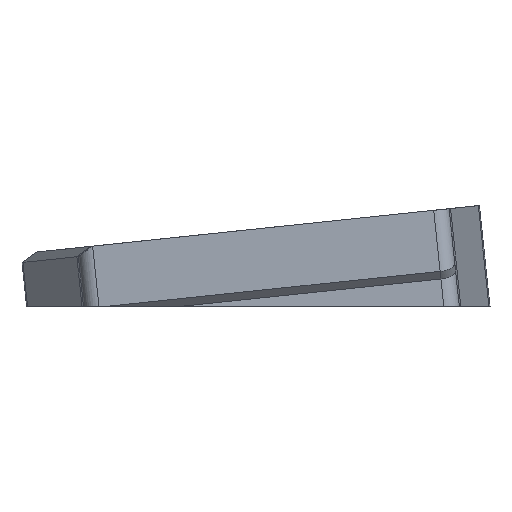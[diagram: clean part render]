
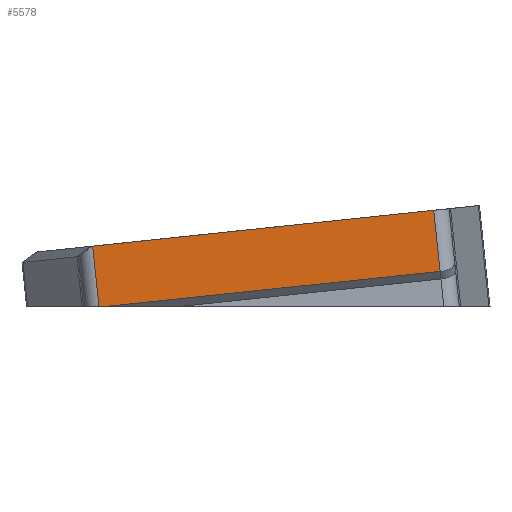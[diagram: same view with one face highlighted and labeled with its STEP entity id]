
A CAD part, left-side view. The second image highlights one B-rep face of the part: STEP entity #5578.
In plain terms, the highlighted planar face has unit normal (-1, 0, 0).
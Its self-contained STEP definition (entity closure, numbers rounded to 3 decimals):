
#429=FACE_OUTER_BOUND('',#740,.T.);
#740=EDGE_LOOP('',(#3957,#3958,#3959,#3960,#3961));
#1054=LINE('',#8241,#1641);
#1132=LINE('',#8556,#1719);
#1183=LINE('',#8698,#1770);
#1184=LINE('',#8700,#1771);
#1185=LINE('',#8701,#1772);
#1641=VECTOR('',#6504,10.);
#1719=VECTOR('',#6744,10.);
#1770=VECTOR('',#6865,10.);
#1771=VECTOR('',#6866,10.);
#1772=VECTOR('',#6867,10.);
#2272=VERTEX_POINT('',#8235);
#2273=VERTEX_POINT('',#8240);
#2429=VERTEX_POINT('',#8554);
#2485=VERTEX_POINT('',#8697);
#2486=VERTEX_POINT('',#8699);
#2845=EDGE_CURVE('',#2272,#2273,#1054,.T.);
#3003=EDGE_CURVE('',#2429,#2272,#1132,.T.);
#3071=EDGE_CURVE('',#2429,#2485,#1183,.T.);
#3072=EDGE_CURVE('',#2485,#2486,#1184,.T.);
#3073=EDGE_CURVE('',#2273,#2486,#1185,.T.);
#3957=ORIENTED_EDGE('',*,*,#3003,.F.);
#3958=ORIENTED_EDGE('',*,*,#3071,.T.);
#3959=ORIENTED_EDGE('',*,*,#3072,.T.);
#3960=ORIENTED_EDGE('',*,*,#3073,.F.);
#3961=ORIENTED_EDGE('',*,*,#2845,.F.);
#5398=PLANE('',#6005);
#5578=ADVANCED_FACE('',(#429),#5398,.T.);
#6005=AXIS2_PLACEMENT_3D('',#8696,#6863,#6864);
#6504=DIRECTION('',(0.,-0.995,0.105));
#6744=DIRECTION('',(0.,0.105,0.995));
#6863=DIRECTION('center_axis',(-1.,0.,0.));
#6864=DIRECTION('ref_axis',(0.,-0.995,0.105));
#6865=DIRECTION('',(0.,-1.,0.));
#6866=DIRECTION('',(0.,-0.995,0.105));
#6867=DIRECTION('',(0.,-0.105,-0.995));
#8235=CARTESIAN_POINT('',(-180.533,51.358,20.182));
#8240=CARTESIAN_POINT('',(-180.533,-59.394,31.822));
#8241=CARTESIAN_POINT('',(-180.533,-64.367,32.345));
#8554=CARTESIAN_POINT('',(-180.533,49.299,0.592));
#8556=CARTESIAN_POINT('',(-180.533,47.912,-12.606));
#8696=CARTESIAN_POINT('Origin',(-180.533,52.884,-13.129));
#8697=CARTESIAN_POINT('',(-180.533,47.097,0.592));
#8698=CARTESIAN_POINT('',(-180.533,-12.39,0.592));
#8699=CARTESIAN_POINT('',(-180.533,-61.477,12.004));
#8700=CARTESIAN_POINT('',(-180.533,50.672,0.216));
#8701=CARTESIAN_POINT('',(-180.533,-62.84,-0.966));
